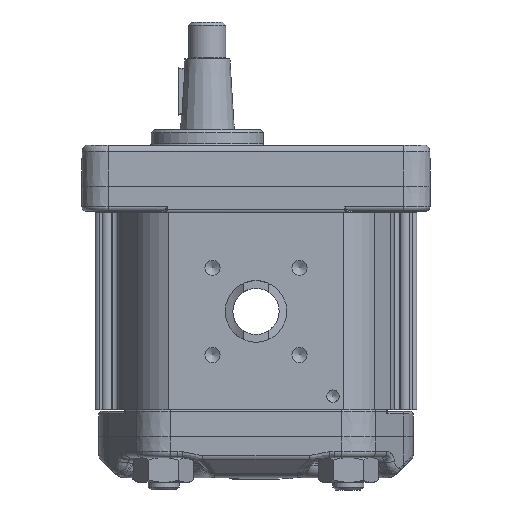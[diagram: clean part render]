
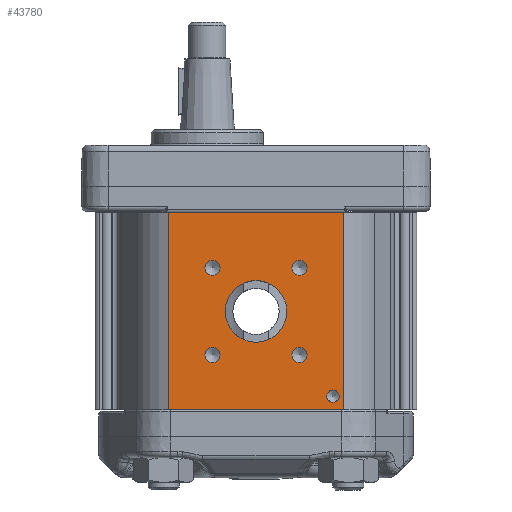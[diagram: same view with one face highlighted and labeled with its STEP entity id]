
A CAD part, left-side view. The second image highlights one B-rep face of the part: STEP entity #43780.
In plain terms, the highlighted planar face has unit normal (-1, 0, 0).
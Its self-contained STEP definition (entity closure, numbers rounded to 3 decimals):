
#41736=CARTESIAN_POINT('',(-45.,-44.347,-86.0));
#41737=VERTEX_POINT('',#41736);
#41738=CARTESIAN_POINT('',(-45.,12.677,-86.0));
#41739=VERTEX_POINT('',#41738);
#41740=CARTESIAN_POINT('',(-45.,-44.347,-86.0));
#41741=DIRECTION('',(0.,1.0,0.0));
#41742=VECTOR('',#41741,57.023);
#41743=LINE('',#41740,#41742);
#41744=EDGE_CURVE('',#41737,#41739,#41743,.T.);
#42260=CARTESIAN_POINT('',(-45.,12.677,-22.0));
#42261=VERTEX_POINT('',#42260);
#42262=CARTESIAN_POINT('',(-45.,-44.347,-22.0));
#42263=VERTEX_POINT('',#42262);
#42264=CARTESIAN_POINT('',(-45.,12.677,-22.0));
#42265=DIRECTION('',(0.,-1.0,0.0));
#42266=VECTOR('',#42265,57.023);
#42267=LINE('',#42264,#42266);
#42268=EDGE_CURVE('',#42261,#42263,#42267,.T.);
#42964=CARTESIAN_POINT('',(-45.,-40.835,-79.5));
#42965=VERTEX_POINT('',#42964);
#42966=CARTESIAN_POINT('',(-45.,-40.835,-81.5));
#42967=DIRECTION('',(1.0,0.,0.0));
#42968=DIRECTION('',(0.0,0.0,1.0));
#42969=AXIS2_PLACEMENT_3D('',#42966,#42967,#42968);
#42970=CIRCLE('',#42969,2.0);
#42971=EDGE_CURVE('',#42965,#42965,#42970,.T.);
#43484=CARTESIAN_POINT('',(-45.,-1.693,-37.399));
#43485=VERTEX_POINT('',#43484);
#43486=CARTESIAN_POINT('',(-45.,-1.693,-39.858));
#43487=DIRECTION('',(1.0,0.,0.0));
#43488=DIRECTION('',(0.0,0.0,1.0));
#43489=AXIS2_PLACEMENT_3D('',#43486,#43487,#43488);
#43490=CIRCLE('',#43489,2.459);
#43491=EDGE_CURVE('',#43485,#43485,#43490,.T.);
#43521=CARTESIAN_POINT('',(-45.,-29.977,-37.399));
#43522=VERTEX_POINT('',#43521);
#43523=CARTESIAN_POINT('',(-45.,-29.977,-39.858));
#43524=DIRECTION('',(1.0,0.,0.0));
#43525=DIRECTION('',(0.0,0.0,1.0));
#43526=AXIS2_PLACEMENT_3D('',#43523,#43524,#43525);
#43527=CIRCLE('',#43526,2.459);
#43528=EDGE_CURVE('',#43522,#43522,#43527,.T.);
#43558=CARTESIAN_POINT('',(-45.,-29.977,-65.684));
#43559=VERTEX_POINT('',#43558);
#43560=CARTESIAN_POINT('',(-45.,-29.977,-68.142));
#43561=DIRECTION('',(1.0,0.,0.0));
#43562=DIRECTION('',(0.0,0.0,1.0));
#43563=AXIS2_PLACEMENT_3D('',#43560,#43561,#43562);
#43564=CIRCLE('',#43563,2.459);
#43565=EDGE_CURVE('',#43559,#43559,#43564,.T.);
#43595=CARTESIAN_POINT('',(-45.,-1.693,-65.684));
#43596=VERTEX_POINT('',#43595);
#43597=CARTESIAN_POINT('',(-45.,-1.693,-68.142));
#43598=DIRECTION('',(1.0,0.,0.0));
#43599=DIRECTION('',(0.0,0.0,1.0));
#43600=AXIS2_PLACEMENT_3D('',#43597,#43598,#43599);
#43601=CIRCLE('',#43600,2.459);
#43602=EDGE_CURVE('',#43596,#43596,#43601,.T.);
#43615=CARTESIAN_POINT('',(-45.,-15.835,-44.0));
#43616=VERTEX_POINT('',#43615);
#43617=CARTESIAN_POINT('',(-45.,-15.835,-54.0));
#43618=DIRECTION('',(1.0,0.,0.0));
#43619=DIRECTION('',(0.0,0.0,-1.0));
#43620=AXIS2_PLACEMENT_3D('',#43617,#43618,#43619);
#43621=CIRCLE('',#43620,10.0);
#43622=EDGE_CURVE('',#43616,#43616,#43621,.T.);
#43741=CARTESIAN_POINT('',(-45.,12.677,-86.0));
#43742=DIRECTION('',(1.0,0.,0.));
#43743=DIRECTION('',(0.0,0.0,-1.0));
#43744=AXIS2_PLACEMENT_3D('',#43741,#43742,#43743);
#43745=PLANE('',#43744);
#43746=ORIENTED_EDGE('',*,*,#42268,.F.);
#43747=CARTESIAN_POINT('',(-45.,12.677,-86.0));
#43748=DIRECTION('',(0.0,0.0,1.0));
#43749=VECTOR('',#43748,64.0);
#43750=LINE('',#43747,#43749);
#43751=EDGE_CURVE('',#41739,#42261,#43750,.T.);
#43752=ORIENTED_EDGE('',*,*,#43751,.F.);
#43753=ORIENTED_EDGE('',*,*,#41744,.F.);
#43754=CARTESIAN_POINT('',(-45.,-44.347,-22.0));
#43755=DIRECTION('',(0.0,0.0,-1.0));
#43756=VECTOR('',#43755,64.0);
#43757=LINE('',#43754,#43756);
#43758=EDGE_CURVE('',#42263,#41737,#43757,.T.);
#43759=ORIENTED_EDGE('',*,*,#43758,.F.);
#43760=EDGE_LOOP('',(#43746,#43752,#43753,#43759));
#43761=FACE_OUTER_BOUND('',#43760,.T.);
#43762=ORIENTED_EDGE('',*,*,#42971,.T.);
#43763=EDGE_LOOP('',(#43762));
#43764=FACE_BOUND('',#43763,.T.);
#43765=ORIENTED_EDGE('',*,*,#43491,.T.);
#43766=EDGE_LOOP('',(#43765));
#43767=FACE_BOUND('',#43766,.T.);
#43768=ORIENTED_EDGE('',*,*,#43528,.T.);
#43769=EDGE_LOOP('',(#43768));
#43770=FACE_BOUND('',#43769,.T.);
#43771=ORIENTED_EDGE('',*,*,#43565,.T.);
#43772=EDGE_LOOP('',(#43771));
#43773=FACE_BOUND('',#43772,.T.);
#43774=ORIENTED_EDGE('',*,*,#43602,.T.);
#43775=EDGE_LOOP('',(#43774));
#43776=FACE_BOUND('',#43775,.T.);
#43777=ORIENTED_EDGE('',*,*,#43622,.T.);
#43778=EDGE_LOOP('',(#43777));
#43779=FACE_BOUND('',#43778,.T.);
#43780=ADVANCED_FACE('',(#43761,#43764,#43767,#43770,#43773,#43776,#43779),#43745,.F.);
